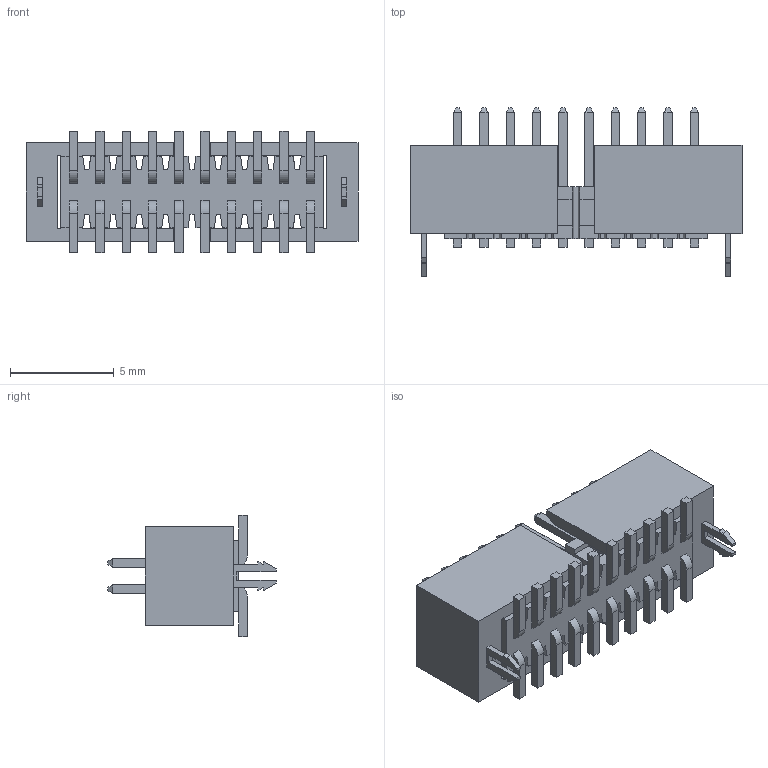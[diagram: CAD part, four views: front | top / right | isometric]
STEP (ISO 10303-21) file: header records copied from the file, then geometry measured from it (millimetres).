
FILE_DESCRIPTION (( 'STEP AP203' ), '1' );
FILE_NAME ('FTSH-110-04-X-DV-EC.step', '2013-02-08T17:29:31', ( 'Test' ), ( 'SAMTEC' ), 'SwSTEP 2.0', 'SolidWorks 2012', '' );
FILE_SCHEMA (( 'CONFIG_CONTROL_DESIGN' ));
Length unit declared in the file: inch
Products named in the file (1): FTSH-110-04-X-DV-EC
Bounding box: 16.03 x 8.13 x 5.84 mm (x, y, z)
Volume: 235.5 mm3; surface area: 749.5 mm2
Topology: 1 solids, 1 shells, 532 faces, 1408 edges, 896 vertices
Faces by surface type: plane 512, cylinder 20
Entity records: 16075 total; most frequent: CARTESIAN_POINT 2837, ORIENTED_EDGE 2816, DIRECTION 2514, EDGE_CURVE 1408, LINE 1368, VECTOR 1368, VERTEX_POINT 896, AXIS2_PLACEMENT_3D 573
